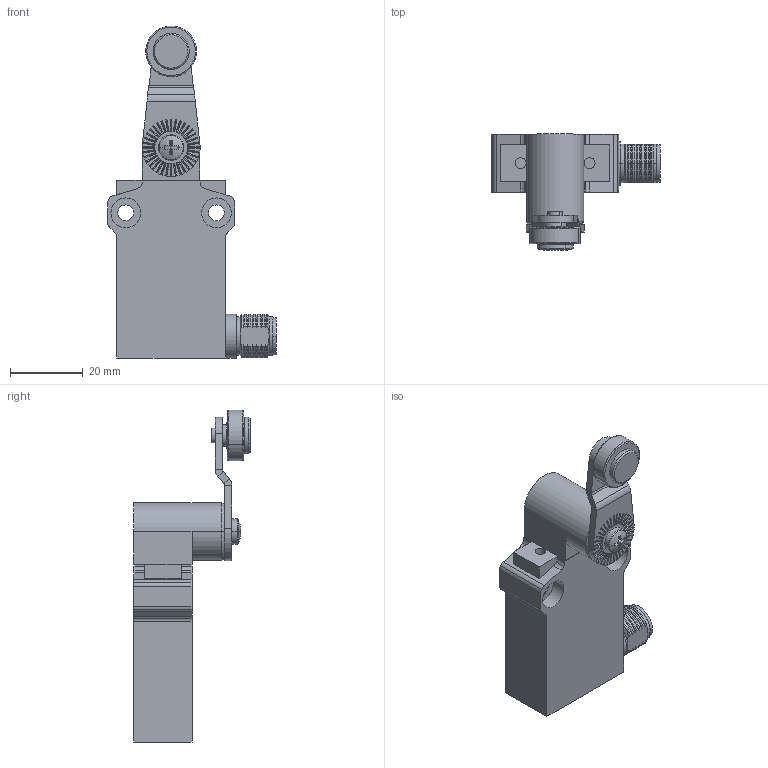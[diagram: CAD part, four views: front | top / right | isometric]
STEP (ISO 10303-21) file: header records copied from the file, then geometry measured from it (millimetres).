
FILE_DESCRIPTION (( 'STEP AP214' ), '1' );
FILE_NAME ('AEP2G43Z11MR.step', '2019-09-05T21:06:37', ( '' ), ( '' ), 'SwSTEP 2.0', 'SolidWorks 2018', '' );
FILE_SCHEMA (( 'AUTOMOTIVE_DESIGN' ));
Length unit declared in the file: inch
Products named in the file (1): AEP2G43Z11MR
Bounding box: 46.5 x 32 x 91.5 mm (x, y, z)
Surface area: 11667.5 mm2 (no closed solid volume)
Topology: 0 solids, 7 shells, 658 faces, 1615 edges, 1057 vertices
Faces by surface type: plane 299, cone 193, cylinder 147, torus 10, bspline 7, sphere 2
Full cylindrical faces by diameter (mm): 5 x1
Entity records: 31590 total; most frequent: CARTESIAN_POINT 7779, ORIENTED_EDGE 3222, DIRECTION 3041, EDGE_CURVE 1613, AXIS2_PLACEMENT_3D 1218, VERTEX_POINT 1058, EDGE_LOOP 757, LENGTH_MEASURE_WITH_UNIT 666
